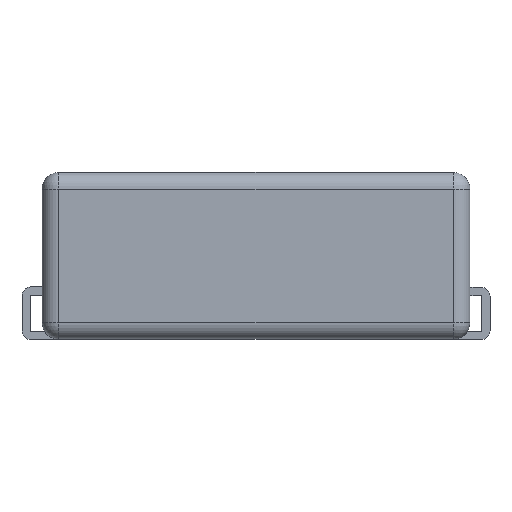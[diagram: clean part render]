
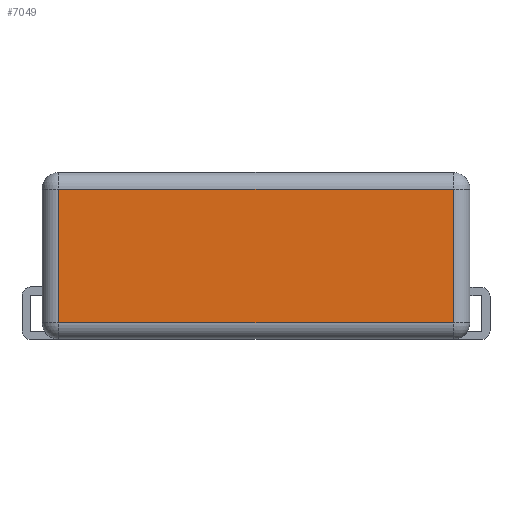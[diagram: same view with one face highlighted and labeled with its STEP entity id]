
A CAD part, front view. The second image highlights one B-rep face of the part: STEP entity #7049.
In plain terms, the highlighted planar face has unit normal (0, -1, 0).
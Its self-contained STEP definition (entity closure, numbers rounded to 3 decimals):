
#236=LINE('',#9057,#793);
#240=LINE('',#9073,#797);
#242=LINE('',#9079,#799);
#243=LINE('',#9081,#800);
#793=VECTOR('',#7757,1000.);
#797=VECTOR('',#7775,1000.);
#799=VECTOR('',#7781,1000.);
#800=VECTOR('',#7782,1000.);
#1381=ORIENTED_EDGE('',*,*,#2899,.T.);
#1382=ORIENTED_EDGE('',*,*,#2900,.F.);
#1383=ORIENTED_EDGE('',*,*,#2896,.F.);
#1384=ORIENTED_EDGE('',*,*,#2888,.T.);
#2888=EDGE_CURVE('',#3648,#3647,#236,.T.);
#2896=EDGE_CURVE('',#3648,#3653,#240,.T.);
#2899=EDGE_CURVE('',#3647,#3655,#242,.T.);
#2900=EDGE_CURVE('',#3653,#3655,#243,.T.);
#3647=VERTEX_POINT('',#9054);
#3648=VERTEX_POINT('',#9058);
#3653=VERTEX_POINT('',#9074);
#3655=VERTEX_POINT('',#9080);
#4232=EDGE_LOOP('',(#1381,#1382,#1383,#1384));
#4550=FACE_BOUND('',#4232,.T.);
#4858=PLANE('',#7359);
#7049=ADVANCED_FACE('',(#4550),#4858,.T.);
#7359=AXIS2_PLACEMENT_3D('',#9078,#7779,#7780);
#7757=DIRECTION('',(1.,0.,0.));
#7775=DIRECTION('',(0.,0.,1.));
#7779=DIRECTION('',(0.,-1.,0.));
#7780=DIRECTION('',(1.,0.,0.));
#7781=DIRECTION('',(0.,0.,1.));
#7782=DIRECTION('',(1.,0.,0.));
#9054=CARTESIAN_POINT('',(5.9,-6.4,-0.7));
#9057=CARTESIAN_POINT('',(6.4,-6.4,-0.7));
#9058=CARTESIAN_POINT('',(-5.9,-6.4,-0.7));
#9073=CARTESIAN_POINT('',(-5.9,-6.4,-1.2));
#9074=CARTESIAN_POINT('',(-5.9,-6.4,3.29));
#9078=CARTESIAN_POINT('',(-6.4,-6.4,-1.2));
#9079=CARTESIAN_POINT('',(5.9,-6.4,-1.2));
#9080=CARTESIAN_POINT('',(5.9,-6.4,3.29));
#9081=CARTESIAN_POINT('',(-6.4,-6.4,3.29));
